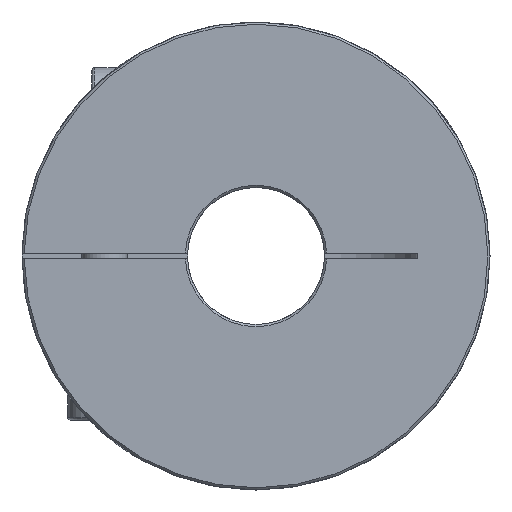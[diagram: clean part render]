
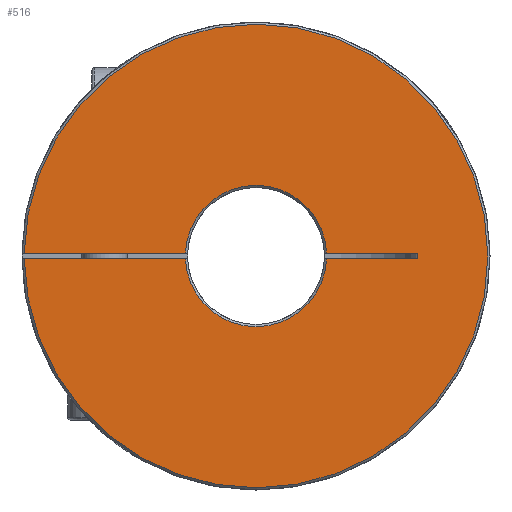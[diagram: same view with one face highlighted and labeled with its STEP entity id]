
A CAD part, left-side view. The second image highlights one B-rep face of the part: STEP entity #516.
In plain terms, the highlighted planar face has unit normal (-1, 0, 0).
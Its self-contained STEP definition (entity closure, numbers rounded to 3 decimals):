
#297 = EDGE_LOOP ( 'NONE', ( #1762, #1763, #1764, #1765, #1766, #1767, #1768, #1769 ) ) ;
#516 = ADVANCED_FACE ( 'NONE', ( #2429 ), #2808, .T. ) ;
#763 = EDGE_CURVE ( 'NONE', #951, #952, #4095, .T. ) ;
#773 = EDGE_CURVE ( 'NONE', #957, #962, #4107, .T. ) ;
#775 = EDGE_CURVE ( 'NONE', #960, #951, #4100, .T. ) ;
#777 = EDGE_CURVE ( 'NONE', #959, #952, #4105, .T. ) ;
#778 = EDGE_CURVE ( 'NONE', #959, #958, #4111, .T. ) ;
#779 = EDGE_CURVE ( 'NONE', #957, #958, #4096, .T. ) ;
#780 = EDGE_CURVE ( 'NONE', #961, #962, #4116, .T. ) ;
#781 = EDGE_CURVE ( 'NONE', #961, #960, #4120, .T. ) ;
#951 = VERTEX_POINT ( 'NONE', #4613 ) ;
#952 = VERTEX_POINT ( 'NONE', #4614 ) ;
#957 = VERTEX_POINT ( 'NONE', #4619 ) ;
#958 = VERTEX_POINT ( 'NONE', #4620 ) ;
#959 = VERTEX_POINT ( 'NONE', #4621 ) ;
#960 = VERTEX_POINT ( 'NONE', #4622 ) ;
#961 = VERTEX_POINT ( 'NONE', #4623 ) ;
#962 = VERTEX_POINT ( 'NONE', #4624 ) ;
#1319 = AXIS2_PLACEMENT_3D ( 'NONE', #2801, #2811, #2812 ) ;
#1435 = AXIS2_PLACEMENT_3D ( 'NONE', #3990, #3992, #3993 ) ;
#1442 = AXIS2_PLACEMENT_3D ( 'NONE', #4014, #4062, #4063 ) ;
#1447 = AXIS2_PLACEMENT_3D ( 'NONE', #4077, #4082, #4083 ) ;
#1762 = ORIENTED_EDGE ( 'NONE', *, *, #779, .T. ) ;
#1763 = ORIENTED_EDGE ( 'NONE', *, *, #778, .F. ) ;
#1764 = ORIENTED_EDGE ( 'NONE', *, *, #777, .T. ) ;
#1765 = ORIENTED_EDGE ( 'NONE', *, *, #763, .F. ) ;
#1766 = ORIENTED_EDGE ( 'NONE', *, *, #775, .F. ) ;
#1767 = ORIENTED_EDGE ( 'NONE', *, *, #781, .F. ) ;
#1768 = ORIENTED_EDGE ( 'NONE', *, *, #780, .T. ) ;
#1769 = ORIENTED_EDGE ( 'NONE', *, *, #773, .F. ) ;
#2429 = FACE_OUTER_BOUND ( 'NONE', #297, .T. ) ;
#2801 = CARTESIAN_POINT ( 'NONE',  ( -49., 0., 0. ) ) ;
#2808 = PLANE ( 'NONE',  #1319 ) ;
#2811 = DIRECTION ( 'NONE',  ( -1., 0., 0. ) ) ;
#2812 = DIRECTION ( 'NONE',  ( 0., -1., 0. ) ) ;
#3990 = CARTESIAN_POINT ( 'NONE',  ( -49., 0., 0. ) ) ;
#3992 = DIRECTION ( 'NONE',  ( -1., 0., 0. ) ) ;
#3993 = DIRECTION ( 'NONE',  ( 0., -1., 0. ) ) ;
#4014 = CARTESIAN_POINT ( 'NONE',  ( -49., 0., 0. ) ) ;
#4062 = DIRECTION ( 'NONE',  ( -1., 0., 0. ) ) ;
#4063 = DIRECTION ( 'NONE',  ( 0., -1., 0. ) ) ;
#4065 = CARTESIAN_POINT ( 'NONE',  ( -49., -28.214, -33.037 ) ) ;
#4068 = CARTESIAN_POINT ( 'NONE',  ( -49., 0., -0.5 ) ) ;
#4069 = DIRECTION ( 'NONE',  ( 0., -1., 0. ) ) ;
#4072 = CARTESIAN_POINT ( 'NONE',  ( -49., -28.214, -0.5 ) ) ;
#4073 = DIRECTION ( 'NONE',  ( 0., 1., 0. ) ) ;
#4074 = CARTESIAN_POINT ( 'NONE',  ( -49., -28.214, 0.5 ) ) ;
#4076 = DIRECTION ( 'NONE',  ( 0., 0., 1. ) ) ;
#4077 = CARTESIAN_POINT ( 'NONE',  ( -49., 0., 0. ) ) ;
#4078 = DIRECTION ( 'NONE',  ( 0., -1., 0. ) ) ;
#4079 = CARTESIAN_POINT ( 'NONE',  ( -49., 0., 0.5 ) ) ;
#4080 = DIRECTION ( 'NONE',  ( 0., -1., 0. ) ) ;
#4082 = DIRECTION ( 'NONE',  ( 1., 0., 0. ) ) ;
#4083 = DIRECTION ( 'NONE',  ( 0., -1., 0. ) ) ;
#4095 = CIRCLE ( 'NONE', #1435, 12.381 ) ;
#4096 = LINE ( 'NONE', #4074, #4114 ) ;
#4100 = LINE ( 'NONE', #4068, #4103 ) ;
#4103 = VECTOR ( 'NONE', #4069, 1000. ) ;
#4105 = LINE ( 'NONE', #4072, #4108 ) ;
#4107 = CIRCLE ( 'NONE', #1442, 12.381 ) ;
#4108 = VECTOR ( 'NONE', #4073, 1000. ) ;
#4111 = LINE ( 'NONE', #4065, #4113 ) ;
#4113 = VECTOR ( 'NONE', #4076, 1000. ) ;
#4114 = VECTOR ( 'NONE', #4078, 1000. ) ;
#4116 = LINE ( 'NONE', #4079, #4117 ) ;
#4117 = VECTOR ( 'NONE', #4080, 1000. ) ;
#4120 = CIRCLE ( 'NONE', #1447, 40.619 ) ;
#4613 = CARTESIAN_POINT ( 'NONE',  ( -49., 12.371, -0.5 ) ) ;
#4614 = CARTESIAN_POINT ( 'NONE',  ( -49., -12.371, -0.5 ) ) ;
#4619 = CARTESIAN_POINT ( 'NONE',  ( -49., -12.371, 0.5 ) ) ;
#4620 = CARTESIAN_POINT ( 'NONE',  ( -49., -28.214, 0.5 ) ) ;
#4621 = CARTESIAN_POINT ( 'NONE',  ( -49., -28.214, -0.5 ) ) ;
#4622 = CARTESIAN_POINT ( 'NONE',  ( -49., 40.616, -0.5 ) ) ;
#4623 = CARTESIAN_POINT ( 'NONE',  ( -49., 40.616, 0.5 ) ) ;
#4624 = CARTESIAN_POINT ( 'NONE',  ( -49., 12.371, 0.5 ) ) ;
